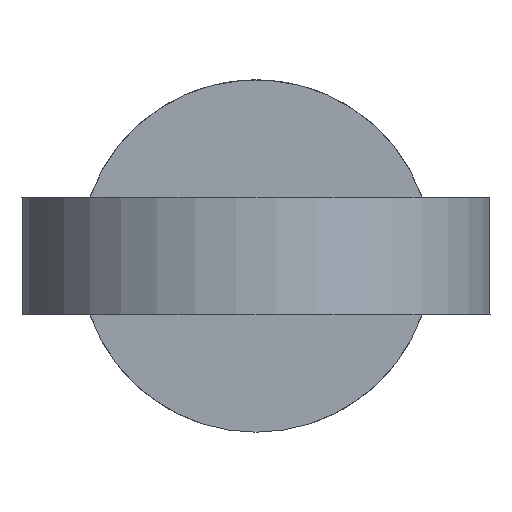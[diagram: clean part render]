
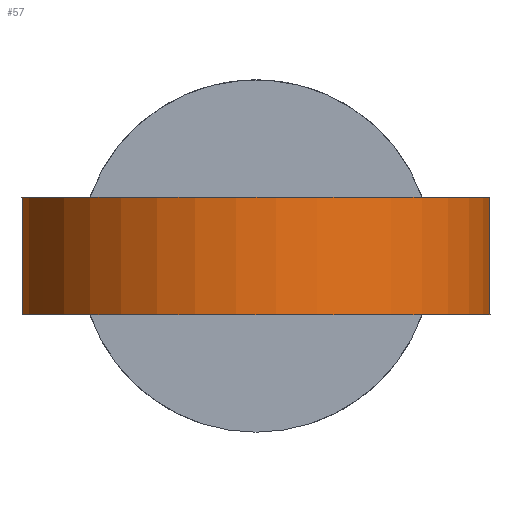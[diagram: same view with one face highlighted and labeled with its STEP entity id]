
A CAD part, left-side view. The second image highlights one B-rep face of the part: STEP entity #57.
In plain terms, the highlighted cylindrical face has radius 10 mm (diameter 20 mm), a partial arc.
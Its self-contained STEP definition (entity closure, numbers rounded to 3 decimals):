
#57=ADVANCED_FACE('',(#129),#131,.T.);
#129=FACE_BOUND('',#130,.T.);
#130=EDGE_LOOP('',(#194,#195,#196,#197));
#131=CYLINDRICAL_SURFACE('',#132,10.);
#132=AXIS2_PLACEMENT_3D('',#133,#134,#135);
#133=CARTESIAN_POINT('',(0.,0.,-2.5));
#134=DIRECTION('',(0.,0.,1.));
#135=DIRECTION('',(0.661,0.75,0.));
#194=ORIENTED_EDGE('',*,*,#226,.T.);
#195=ORIENTED_EDGE('',*,*,#219,.F.);
#196=ORIENTED_EDGE('',*,*,#227,.F.);
#197=ORIENTED_EDGE('',*,*,#224,.F.);
#219=EDGE_CURVE('',#237,#239,#240,.F.);
#224=EDGE_CURVE('',#247,#249,#250,.F.);
#226=EDGE_CURVE('',#247,#239,#252,.T.);
#227=EDGE_CURVE('',#249,#237,#253,.T.);
#237=VERTEX_POINT('',#271);
#239=VERTEX_POINT('',#275);
#240=B_SPLINE_CURVE_WITH_KNOTS('',3,
(#276,#277,#278,#279,#280,#281,#282,#283,#284,#285,#286,#287,#288,#289,#290,#291,
#292,#293,#294,#295,#296,#297,#298,#299,#300,#301,#302,#303,#304,#305,#306),
.UNSPECIFIED.,.F.,.F.,
(4,1,1,1,1,1,1,1,1,1,1,1,1,1,1,1,1,1,1,1,1,1,1,1,1,1,1,1,4),
(0.,0.026,0.053,0.08,0.108,0.136,
0.166,0.198,0.244,0.293,0.345,
0.388,0.431,0.475,0.5,0.52,
0.566,0.611,0.655,0.697,0.738,
0.778,0.815,0.851,0.883,0.915,
0.944,0.973,1.),
.UNSPECIFIED.);
#247=VERTEX_POINT('',#321);
#249=VERTEX_POINT('',#325);
#250=B_SPLINE_CURVE_WITH_KNOTS('',3,
(#326,#327,#328,#329,#330,#331,#332,#333,#334,#335,#336,#337,#338,#339,#340,#341,
#342,#343,#344,#345,#346,#347,#348,#349,#350,#351,#352,#353,#354,#355,#356),
.UNSPECIFIED.,.F.,.F.,
(4,1,1,1,1,1,1,1,1,1,1,1,1,1,1,1,1,1,1,1,1,1,1,1,1,1,1,1,4),
(0.,0.026,0.053,0.08,0.108,0.136,
0.166,0.198,0.244,0.293,0.345,
0.388,0.431,0.475,0.5,0.52,
0.566,0.611,0.655,0.697,0.738,
0.778,0.815,0.851,0.883,0.915,
0.944,0.973,1.),
.UNSPECIFIED.);
#252=CIRCLE('',#360,10.);
#253=CIRCLE('',#364,10.);
#271=CARTESIAN_POINT('',(7.071,-7.071,2.5));
#275=CARTESIAN_POINT('',(7.071,-7.071,-2.5));
#276=CARTESIAN_POINT('',(7.071,-7.071,-2.5));
#277=CARTESIAN_POINT('',(7.057,-7.085,-2.459));
#278=CARTESIAN_POINT('',(7.028,-7.114,-2.377));
#279=CARTESIAN_POINT('',(6.987,-7.155,-2.251));
#280=CARTESIAN_POINT('',(6.946,-7.194,-2.122));
#281=CARTESIAN_POINT('',(6.906,-7.232,-1.988));
#282=CARTESIAN_POINT('',(6.867,-7.269,-1.849));
#283=CARTESIAN_POINT('',(6.829,-7.305,-1.701));
#284=CARTESIAN_POINT('',(6.787,-7.345,-1.523));
#285=CARTESIAN_POINT('',(6.742,-7.386,-1.311));
#286=CARTESIAN_POINT('',(6.698,-7.426,-1.063));
#287=CARTESIAN_POINT('',(6.663,-7.457,-0.818));
#288=CARTESIAN_POINT('',(6.639,-7.478,-0.582));
#289=CARTESIAN_POINT('',(6.623,-7.493,-0.357));
#290=CARTESIAN_POINT('',(6.616,-7.499,-0.163));
#291=CARTESIAN_POINT('',(6.614,-7.5,-0.008));
#292=CARTESIAN_POINT('',(6.615,-7.499,0.149));
#293=CARTESIAN_POINT('',(6.622,-7.493,0.341));
#294=CARTESIAN_POINT('',(6.638,-7.479,0.573));
#295=CARTESIAN_POINT('',(6.661,-7.458,0.799));
#296=CARTESIAN_POINT('',(6.691,-7.432,1.016));
#297=CARTESIAN_POINT('',(6.726,-7.4,1.225));
#298=CARTESIAN_POINT('',(6.765,-7.365,1.423));
#299=CARTESIAN_POINT('',(6.807,-7.326,1.609));
#300=CARTESIAN_POINT('',(6.85,-7.286,1.782));
#301=CARTESIAN_POINT('',(6.893,-7.245,1.943));
#302=CARTESIAN_POINT('',(6.937,-7.202,2.093));
#303=CARTESIAN_POINT('',(6.982,-7.16,2.236));
#304=CARTESIAN_POINT('',(7.026,-7.116,2.37));
#305=CARTESIAN_POINT('',(7.056,-7.086,2.457));
#306=CARTESIAN_POINT('',(7.071,-7.071,2.5));
#321=CARTESIAN_POINT('',(7.071,7.071,-2.5));
#325=CARTESIAN_POINT('',(7.071,7.071,2.5));
#326=CARTESIAN_POINT('',(7.071,7.071,2.5));
#327=CARTESIAN_POINT('',(7.057,7.085,2.459));
#328=CARTESIAN_POINT('',(7.028,7.114,2.377));
#329=CARTESIAN_POINT('',(6.987,7.155,2.251));
#330=CARTESIAN_POINT('',(6.946,7.194,2.122));
#331=CARTESIAN_POINT('',(6.906,7.232,1.988));
#332=CARTESIAN_POINT('',(6.867,7.269,1.849));
#333=CARTESIAN_POINT('',(6.829,7.305,1.701));
#334=CARTESIAN_POINT('',(6.787,7.345,1.523));
#335=CARTESIAN_POINT('',(6.742,7.386,1.311));
#336=CARTESIAN_POINT('',(6.698,7.426,1.063));
#337=CARTESIAN_POINT('',(6.663,7.457,0.818));
#338=CARTESIAN_POINT('',(6.639,7.478,0.582));
#339=CARTESIAN_POINT('',(6.623,7.493,0.357));
#340=CARTESIAN_POINT('',(6.616,7.499,0.163));
#341=CARTESIAN_POINT('',(6.614,7.5,0.008));
#342=CARTESIAN_POINT('',(6.615,7.499,-0.149));
#343=CARTESIAN_POINT('',(6.622,7.493,-0.341));
#344=CARTESIAN_POINT('',(6.638,7.479,-0.573));
#345=CARTESIAN_POINT('',(6.661,7.458,-0.799));
#346=CARTESIAN_POINT('',(6.691,7.432,-1.016));
#347=CARTESIAN_POINT('',(6.726,7.4,-1.225));
#348=CARTESIAN_POINT('',(6.765,7.365,-1.423));
#349=CARTESIAN_POINT('',(6.807,7.326,-1.609));
#350=CARTESIAN_POINT('',(6.85,7.286,-1.782));
#351=CARTESIAN_POINT('',(6.893,7.245,-1.943));
#352=CARTESIAN_POINT('',(6.937,7.202,-2.093));
#353=CARTESIAN_POINT('',(6.982,7.16,-2.236));
#354=CARTESIAN_POINT('',(7.026,7.116,-2.37));
#355=CARTESIAN_POINT('',(7.056,7.086,-2.457));
#356=CARTESIAN_POINT('',(7.071,7.071,-2.5));
#360=AXIS2_PLACEMENT_3D('',#361,#362,#363);
#361=CARTESIAN_POINT('',(0.,0.,-2.5));
#362=DIRECTION('',(0.,0.,1.));
#363=DIRECTION('',(0.707,0.707,0.));
#364=AXIS2_PLACEMENT_3D('',#365,#366,#367);
#365=CARTESIAN_POINT('',(0.,0.,2.5));
#366=DIRECTION('',(0.,0.,1.));
#367=DIRECTION('',(0.707,0.707,0.));
